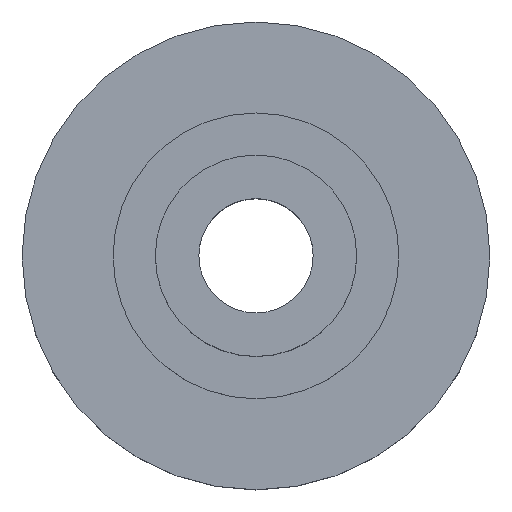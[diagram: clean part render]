
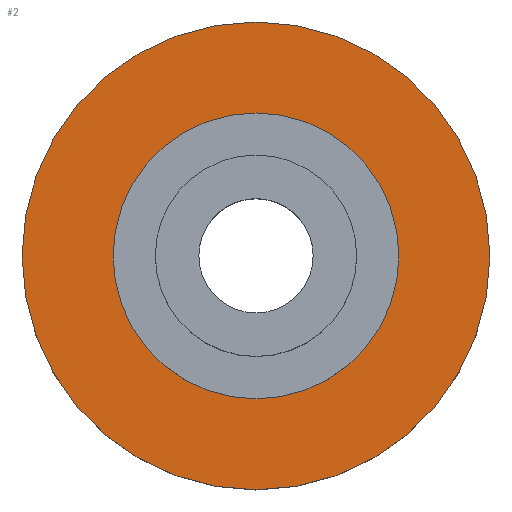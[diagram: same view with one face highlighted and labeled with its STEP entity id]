
A CAD part, top view. The second image highlights one B-rep face of the part: STEP entity #2.
In plain terms, the highlighted planar face has unit normal (0, 0, 1).
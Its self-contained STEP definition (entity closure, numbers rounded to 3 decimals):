
#2 = ADVANCED_FACE ( 'NONE', ( #177, #174 ), #66, .T. ) ;
#20 = CARTESIAN_POINT ( 'NONE',  ( 5.5, 0., 3.2 ) ) ;
#48 = DIRECTION ( 'NONE',  ( 1., 0., 0. ) ) ;
#49 = DIRECTION ( 'NONE',  ( 0., 0., 1. ) ) ;
#50 = CARTESIAN_POINT ( 'NONE',  ( 0., 0., 3.2 ) ) ;
#52 = DIRECTION ( 'NONE',  ( 0., 0., 1. ) ) ;
#54 = CARTESIAN_POINT ( 'NONE',  ( 0., 0., 3.2 ) ) ;
#57 = DIRECTION ( 'NONE',  ( 1., 0., 0. ) ) ;
#59 = CARTESIAN_POINT ( 'NONE',  ( 0., 0., 3.2 ) ) ;
#66 = PLANE ( 'NONE',  #379 ) ;
#67 = DIRECTION ( 'NONE',  ( 0., 0., 1. ) ) ;
#81 = DIRECTION ( 'NONE',  ( 1., 0., 0. ) ) ;
#83 = CARTESIAN_POINT ( 'NONE',  ( 0., 0., 3.2 ) ) ;
#86 = DIRECTION ( 'NONE',  ( 0., 0., 1. ) ) ;
#87 = DIRECTION ( 'NONE',  ( 1., 0., 0. ) ) ;
#94 = DIRECTION ( 'NONE',  ( 1., 0., 0. ) ) ;
#99 = CARTESIAN_POINT ( 'NONE',  ( 0., 0., 3.2 ) ) ;
#102 = DIRECTION ( 'NONE',  ( 0., 0., 1. ) ) ;
#145 = CARTESIAN_POINT ( 'NONE',  ( -9., 0., 3.2 ) ) ;
#149 = CARTESIAN_POINT ( 'NONE',  ( 9., 0., 3.2 ) ) ;
#154 = CARTESIAN_POINT ( 'NONE',  ( -5.5, 0., 3.2 ) ) ;
#162 = VERTEX_POINT ( 'NONE', #145 ) ;
#166 = VERTEX_POINT ( 'NONE', #149 ) ;
#174 = FACE_OUTER_BOUND ( 'NONE', #230, .T. ) ;
#176 = EDGE_LOOP ( 'NONE', ( #243, #225 ) ) ;
#177 = FACE_BOUND ( 'NONE', #176, .T. ) ;
#209 = VERTEX_POINT ( 'NONE', #154 ) ;
#225 = ORIENTED_EDGE ( 'NONE', *, *, #387, .F. ) ;
#229 = ORIENTED_EDGE ( 'NONE', *, *, #385, .T. ) ;
#230 = EDGE_LOOP ( 'NONE', ( #234, #229 ) ) ;
#234 = ORIENTED_EDGE ( 'NONE', *, *, #381, .T. ) ;
#242 = VERTEX_POINT ( 'NONE', #20 ) ;
#243 = ORIENTED_EDGE ( 'NONE', *, *, #389, .F. ) ;
#249 = CIRCLE ( 'NONE', #377, 9. ) ;
#262 = CIRCLE ( 'NONE', #362, 5.5 ) ;
#326 = CIRCLE ( 'NONE', #364, 9. ) ;
#331 = CIRCLE ( 'NONE', #361, 5.5 ) ;
#361 = AXIS2_PLACEMENT_3D ( 'NONE', #50, #49, #48 ) ;
#362 = AXIS2_PLACEMENT_3D ( 'NONE', #83, #102, #94 ) ;
#364 = AXIS2_PLACEMENT_3D ( 'NONE', #99, #86, #87 ) ;
#377 = AXIS2_PLACEMENT_3D ( 'NONE', #54, #67, #57 ) ;
#379 = AXIS2_PLACEMENT_3D ( 'NONE', #59, #52, #81 ) ;
#381 = EDGE_CURVE ( 'NONE', #162, #166, #249, .T. ) ;
#385 = EDGE_CURVE ( 'NONE', #166, #162, #326, .T. ) ;
#387 = EDGE_CURVE ( 'NONE', #209, #242, #262, .T. ) ;
#389 = EDGE_CURVE ( 'NONE', #242, #209, #331, .T. ) ;
